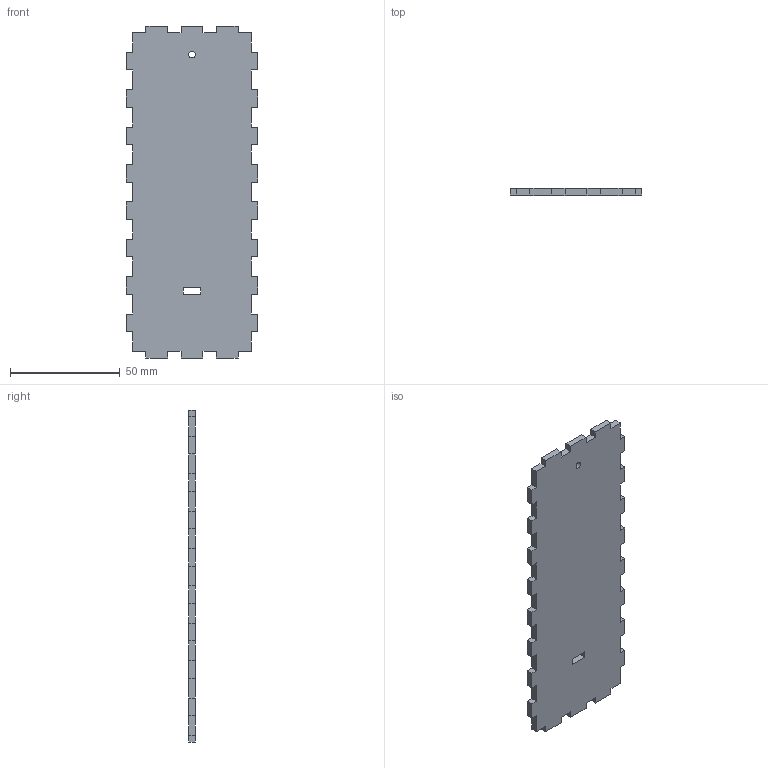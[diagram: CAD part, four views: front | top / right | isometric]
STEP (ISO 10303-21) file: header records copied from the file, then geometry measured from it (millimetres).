
FILE_DESCRIPTION( ( '' ), ' ' );
FILE_NAME( '5d68e63bb40c1b1674e05ee9.step', '2019-08-30T09:02:52', ( '' ), ( '' ), ' ', ' ', ' ' );
FILE_SCHEMA( ( 'AUTOMOTIVE_DESIGN { 1 0 10303 214 1 1 1 1 }' ) );
Length unit declared in the file: metre
Products named in the file (1): Part 1
Bounding box: 60 x 3 x 151 mm (x, y, z)
Volume: 25088.8 mm3; surface area: 18410.1 mm2
Topology: 1 solids, 1 shells, 99 faces, 291 edges, 194 vertices
Faces by surface type: plane 98, cylinder 1
Full cylindrical faces by diameter (mm): 3 x1
Entity records: 4038 total; most frequent: CARTESIAN_POINT 584, ORIENTED_EDGE 580, DIRECTION 492, EDGE_CURVE 290, LINE 288, VECTOR 288, VERTEX_POINT 194, EDGE_LOOP 104
